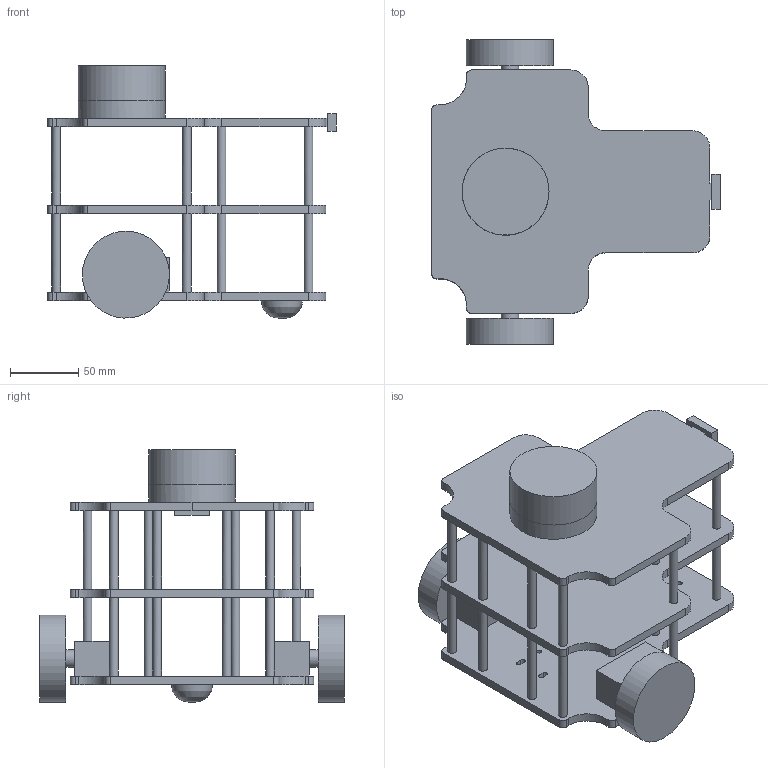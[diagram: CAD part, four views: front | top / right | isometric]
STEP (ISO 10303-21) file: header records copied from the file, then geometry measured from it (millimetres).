
FILE_DESCRIPTION(('FreeCAD Model'),'2;1');
FILE_NAME('Open CASCADE Shape Model','2025-05-02T11:46:46',('FreeCAD'),( 'FreeCAD'),'Open CASCADE STEP processor 7.6','FreeCAD','Unknown');
FILE_SCHEMA(('AUTOMOTIVE_DESIGN { 1 0 10303 214 1 1 1 1 }'));
Length unit declared in the file: millimetre
Products named in the file (1): Open CASCADE STEP translator 7.6 1
Bounding box: 210.99 x 222.43 x 184.3 mm (x, y, z)
Volume: 858866.8 mm3; surface area: 256885.9 mm2
Topology: 5 solids, 15 shells, 204 faces, 462 edges, 306 vertices
Faces by surface type: bspline 204
Entity records: 6378 total; most frequent: CARTESIAN_POINT 3518, ORIENTED_EDGE 924, EDGE_CURVE 462, VERTEX_POINT 306, FACE_BOUND 271, EDGE_LOOP 271, B_SPLINE_CURVE_WITH_KNOTS 266, ADVANCED_FACE 204
